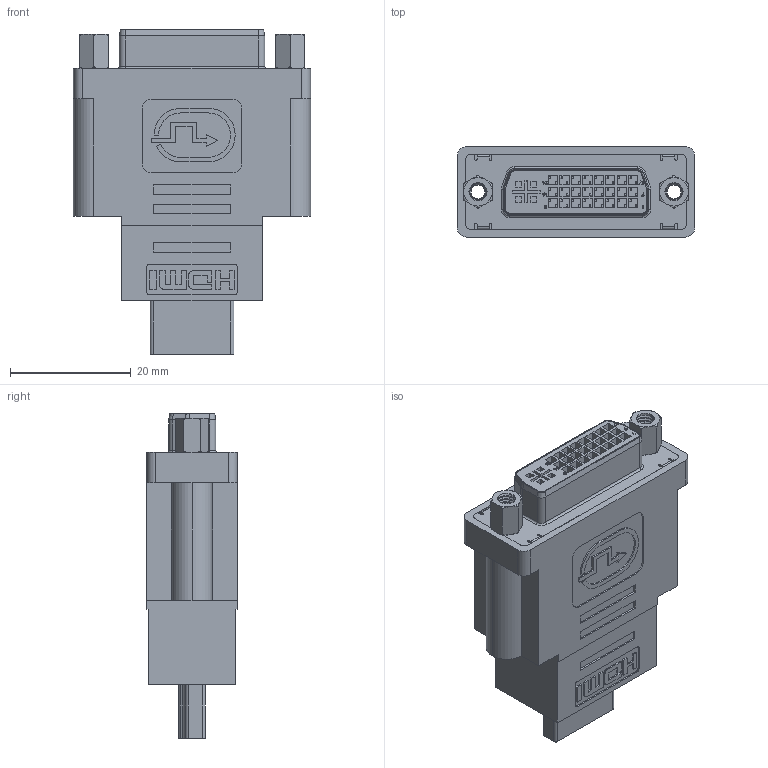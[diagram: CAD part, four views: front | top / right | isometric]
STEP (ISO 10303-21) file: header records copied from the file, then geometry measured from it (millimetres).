
FILE_DESCRIPTION (( 'STEP AP214' ), '1' );
FILE_NAME ('VIC00008.STEP', '2019-07-03T12:43:09', ( '' ), ( '' ), 'SwSTEP 2.0', 'SolidWorks 2018', '' );
FILE_SCHEMA (( 'AUTOMOTIVE_DESIGN' ));
Length unit declared in the file: inch
Products named in the file (7): MTN-690(VIC00008)_HDMI and DVI same side with female HDMI cut-out; 1AH01-022___; VIC00008; 1AH05-007-HOUSING___; 1AH05-013(HDMI TYPE A MALE SHORT PHYSICAL)___; 1AJ05-005___; 1AH05-007-SHELL___
Assembly tree (7 placements, depth 3):
  VIC00008
    MTN-690(VIC00008)_HDMI and DVI same side with female HDMI cut-out
    1AH01-022___
    1AH05-013(HDMI TYPE A MALE SHORT PHYSICAL)___
      1AH05-007-SHELL___
      1AH05-007-HOUSING___
    1AJ05-005___  x2
Bounding box: 39.32 x 14.99 x 53.96 mm (x, y, z)
Volume: 19012.3 mm3; surface area: 14217.9 mm2
Topology: 33 solids, 34 shells, 3533 faces, 9219 edges, 6046 vertices
Faces by surface type: plane 2769, cylinder 583, bspline 113, torus 48, cone 20
Entity records: 127203 total; most frequent: CARTESIAN_POINT 25602, ORIENTED_EDGE 18204, DIRECTION 16440, EDGE_CURVE 9102, VECTOR 7772, LINE 7772, VERTEX_POINT 5974, AXIS2_PLACEMENT_3D 4334
